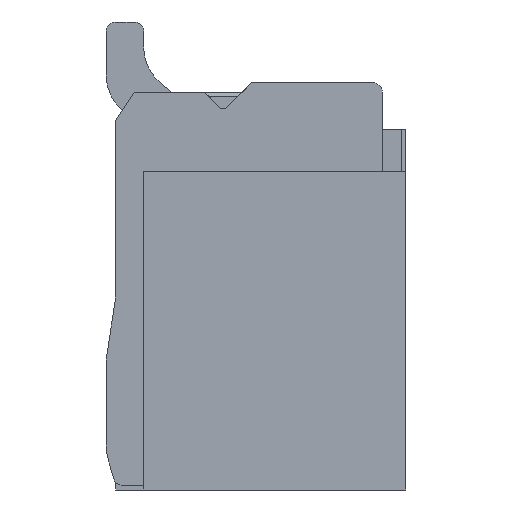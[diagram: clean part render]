
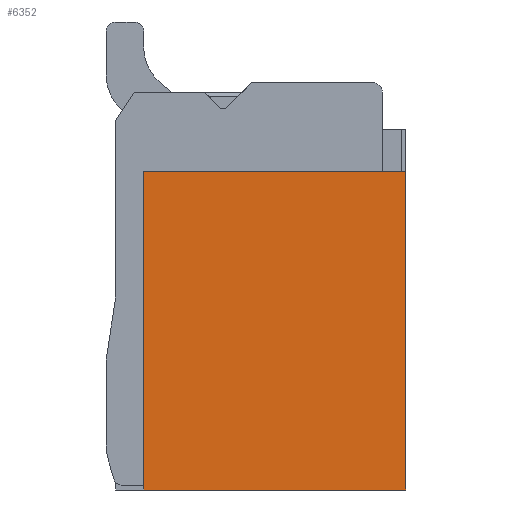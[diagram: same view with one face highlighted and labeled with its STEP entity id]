
A CAD part, left-side view. The second image highlights one B-rep face of the part: STEP entity #6352.
In plain terms, the highlighted planar face has unit normal (-1, 0, 0).
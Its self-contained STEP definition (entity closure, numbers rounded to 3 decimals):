
#504=DIRECTION('',(0.,0.,-1.));
#505=VECTOR('',#504,3.4);
#506=CARTESIAN_POINT('',(-5.75,1.25,3.4));
#507=LINE('',#506,#505);
#508=DIRECTION('',(0.,1.,0.));
#509=VECTOR('',#508,2.8);
#510=CARTESIAN_POINT('',(-5.75,-1.55,3.4));
#511=LINE('',#510,#509);
#512=DIRECTION('',(0.,0.,1.));
#513=VECTOR('',#512,3.4);
#514=CARTESIAN_POINT('',(-5.75,-1.55,0.));
#515=LINE('',#514,#513);
#516=DIRECTION('',(0.,-1.,0.));
#517=VECTOR('',#516,2.8);
#518=CARTESIAN_POINT('',(-5.75,1.25,0.));
#519=LINE('',#518,#517);
#4289=CARTESIAN_POINT('',(-5.75,-1.55,0.));
#4290=VERTEX_POINT('',#4289);
#4291=CARTESIAN_POINT('',(-5.75,1.25,0.));
#4292=VERTEX_POINT('',#4291);
#4341=CARTESIAN_POINT('',(-5.75,-1.55,3.4));
#4342=VERTEX_POINT('',#4341);
#4357=CARTESIAN_POINT('',(-5.75,1.25,3.4));
#4358=VERTEX_POINT('',#4357);
#6341=CARTESIAN_POINT('',(-5.75,-0.15,1.7));
#6342=DIRECTION('',(1.,0.,0.));
#6343=DIRECTION('',(0.,-1.,0.));
#6344=AXIS2_PLACEMENT_3D('',#6341,#6342,#6343);
#6345=PLANE('',#6344);
#6346=ORIENTED_EDGE('',*,*,#6321,.F.);
#6347=ORIENTED_EDGE('',*,*,#6335,.F.);
#6348=ORIENTED_EDGE('',*,*,#5676,.F.);
#6349=ORIENTED_EDGE('',*,*,#5462,.F.);
#6350=EDGE_LOOP('',(#6346,#6347,#6348,#6349));
#6351=FACE_OUTER_BOUND('',#6350,.F.);
#5462=EDGE_CURVE('',#4292,#4290,#519,.T.);
#5676=EDGE_CURVE('',#4290,#4342,#515,.T.);
#6321=EDGE_CURVE('',#4358,#4292,#507,.T.);
#6335=EDGE_CURVE('',#4342,#4358,#511,.T.);
#6352=ADVANCED_FACE('',(#6351),#6345,.F.);
